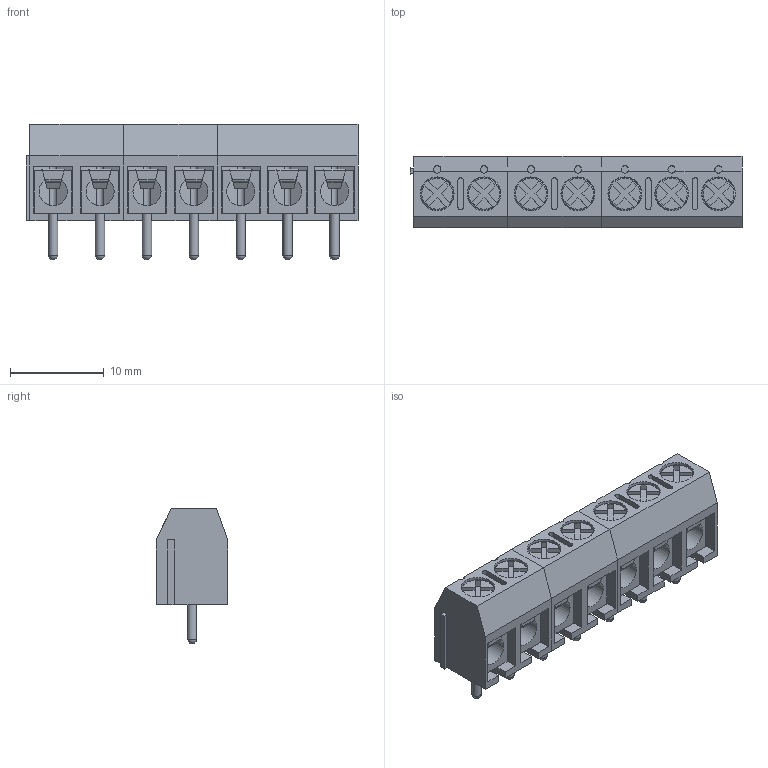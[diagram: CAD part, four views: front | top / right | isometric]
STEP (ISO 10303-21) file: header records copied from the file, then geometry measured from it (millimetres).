
FILE_DESCRIPTION(/* description */ (''),/* implementation_level */ '2;1');
FILE_NAME(/* name */ 'XINYA_XY301-1x7-P5.00.step',/* time_stamp */ '2025-04-11T21:04:39+02:00',/* author */ (''),/* organization */ (''),/* preprocessor_version */ 'ST-DEVELOPER v20.1',/* originating_system */ 'Autodesk Translation Framework v14.4.0.0',/* authorisation */ '');
FILE_SCHEMA (('AUTOMOTIVE_DESIGN { 1 0 10303 214 3 1 1 }'));
Length unit declared in the file: millimetre
Products named in the file (2): XINYA_XY301-1x3-P5.00; XINYA_XY301-1x2-P5.00 v10
Assembly tree (1 placements, depth 2):
  XINYA_XY301-1x3-P5.00
    XINYA_XY301-1x2-P5.00 v10
Bounding box: 35.4 x 7.6 x 14.5 mm (x, y, z)
Volume: 1992.5 mm3; surface area: 4073.5 mm2
Topology: 24 solids, 24 shells, 454 faces, 1220 edges, 811 vertices
Faces by surface type: plane 369, cylinder 64, torus 14, sphere 7
Full cylindrical faces by diameter (mm): 0.8 x7, 1 x7, 3 x7, 3.5 x7, 3.6 x7
Entity records: 14368 total; most frequent: CARTESIAN_POINT 2733, ORIENTED_EDGE 2426, DIRECTION 2316, EDGE_CURVE 1213, LINE 968, VECTOR 968, VERTEX_POINT 811, AXIS2_PLACEMENT_3D 674
